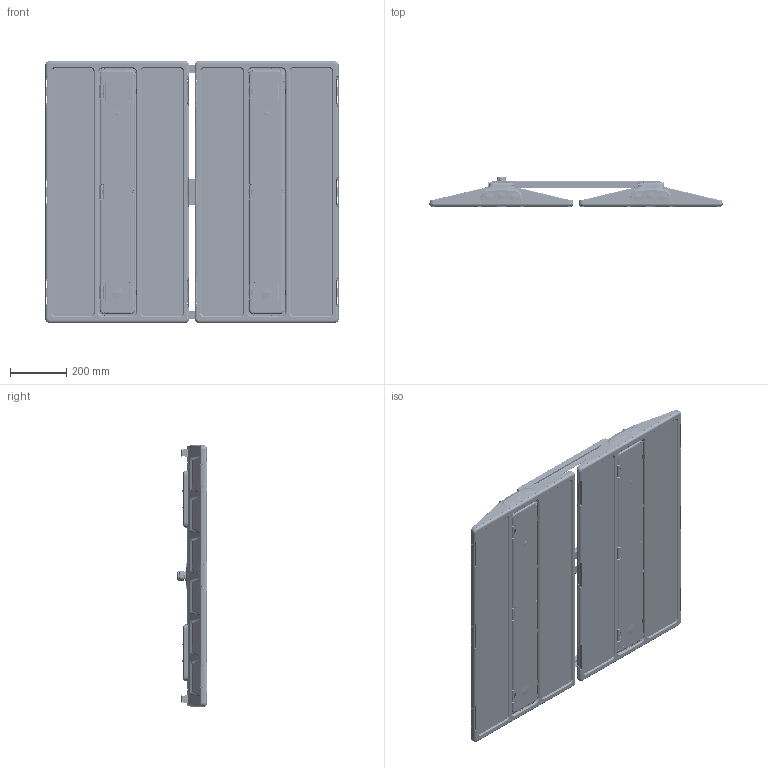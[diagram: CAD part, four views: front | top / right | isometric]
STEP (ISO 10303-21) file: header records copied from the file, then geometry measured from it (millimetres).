
FILE_DESCRIPTION((''),'2;1');
FILE_NAME('W_UPLIGHT_SW0001','2019-07-24T',('Randalsc'),(''),'PRO/ENGINEER BY PARAMETRIC TECHNOLOGY CORPORATION, 2014000','PRO/ENGINEER BY PARAMETRIC TECHNOLOGY CORPORATION, 2014000','');
FILE_SCHEMA(('CONFIG_CONTROL_DESIGN'));
Products named in the file (1): W_UPLIGHT_SW0001
Bounding box: 1038.35 x 103.74 x 929.1 mm (x, y, z)
Surface area: 4961072.5 mm2 (no closed solid volume)
Topology: 0 solids, 493 shells, 7772 faces, 31300 edges, 23158 vertices
Faces by surface type: cylinder 2784, plane 2185, bspline 1813, cone 407, torus 403, sphere 116, extrusion 48, revolution 16
Entity records: 466042 total; most frequent: CARTESIAN_POINT 241846, ORIENTED_EDGE 44565, DIRECTION 38025, EDGE_CURVE 31240, VERTEX_POINT 23158, AXIS2_PLACEMENT_3D 12820, VECTOR 12369, LINE 12321
